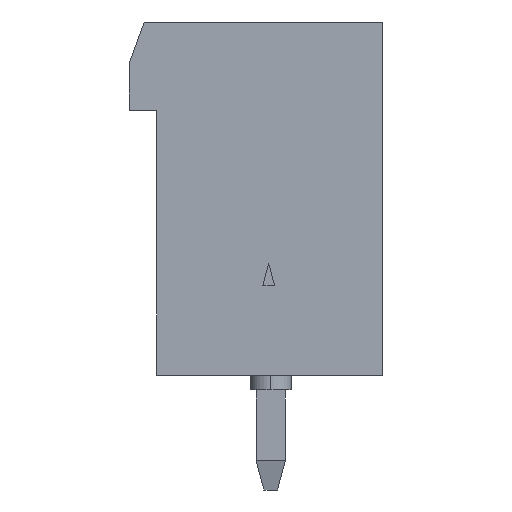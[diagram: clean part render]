
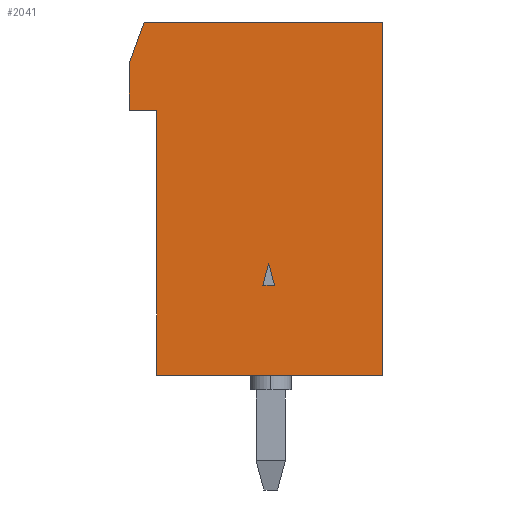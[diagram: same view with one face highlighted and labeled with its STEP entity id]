
A CAD part, left-side view. The second image highlights one B-rep face of the part: STEP entity #2041.
In plain terms, the highlighted planar face has unit normal (-1, 0, 0).
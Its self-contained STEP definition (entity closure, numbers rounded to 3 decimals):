
#663=CARTESIAN_POINT('',(-21.32,-3.8,12.));
#664=VERTEX_POINT('',#663);
#671=CARTESIAN_POINT('',(-21.32,-3.8,0.0));
#672=VERTEX_POINT('',#671);
#673=CARTESIAN_POINT('',(-21.32,-3.8,0.0));
#674=DIRECTION('',(0.0,0.0,1.0));
#675=VECTOR('',#674,12.);
#676=LINE('',#673,#675);
#677=EDGE_CURVE('',#672,#664,#676,.T.);
#1101=CARTESIAN_POINT('',(-21.32,3.87,0.0));
#1102=VERTEX_POINT('',#1101);
#1103=CARTESIAN_POINT('',(-21.32,3.87,0.0));
#1104=DIRECTION('',(0.0,-1.0,0.0));
#1105=VECTOR('',#1104,7.67);
#1106=LINE('',#1103,#1105);
#1107=EDGE_CURVE('',#1102,#672,#1106,.T.);
#1187=CARTESIAN_POINT('',(-21.32,3.87,9.));
#1188=VERTEX_POINT('',#1187);
#1189=CARTESIAN_POINT('',(-21.32,3.87,9.));
#1190=DIRECTION('',(0.0,0.0,-1.0));
#1191=VECTOR('',#1190,9.);
#1192=LINE('',#1189,#1191);
#1193=EDGE_CURVE('',#1188,#1102,#1192,.T.);
#1975=CARTESIAN_POINT('',(-21.32,-4.23,-0.6));
#1976=DIRECTION('',(-1.0,0.0,0.0));
#1977=DIRECTION('',(0.0,0.0,1.0));
#1978=AXIS2_PLACEMENT_3D('',#1975,#1976,#1977);
#1979=PLANE('',#1978);
#1980=ORIENTED_EDGE('',*,*,#1193,.T.);
#1981=ORIENTED_EDGE('',*,*,#1107,.T.);
#1982=ORIENTED_EDGE('',*,*,#677,.T.);
#1983=CARTESIAN_POINT('',(-21.32,4.3,12.));
#1984=VERTEX_POINT('',#1983);
#1985=CARTESIAN_POINT('',(-21.32,-3.8,12.));
#1986=DIRECTION('',(0.0,1.0,0.0));
#1987=VECTOR('',#1986,8.1);
#1988=LINE('',#1985,#1987);
#1989=EDGE_CURVE('',#664,#1984,#1988,.T.);
#1990=ORIENTED_EDGE('',*,*,#1989,.T.);
#1991=CARTESIAN_POINT('',(-21.32,4.8,10.626));
#1992=VERTEX_POINT('',#1991);
#1993=CARTESIAN_POINT('',(-21.32,4.3,12.));
#1994=DIRECTION('',(0.0,0.342,-0.94));
#1995=VECTOR('',#1994,1.462);
#1996=LINE('',#1993,#1995);
#1997=EDGE_CURVE('',#1984,#1992,#1996,.T.);
#1998=ORIENTED_EDGE('',*,*,#1997,.T.);
#1999=CARTESIAN_POINT('',(-21.32,4.8,9.));
#2000=VERTEX_POINT('',#1999);
#2001=CARTESIAN_POINT('',(-21.32,4.8,10.626));
#2002=DIRECTION('',(0.0,0.0,-1.0));
#2003=VECTOR('',#2002,1.626);
#2004=LINE('',#2001,#2003);
#2005=EDGE_CURVE('',#1992,#2000,#2004,.T.);
#2006=ORIENTED_EDGE('',*,*,#2005,.T.);
#2007=CARTESIAN_POINT('',(-21.32,4.8,9.));
#2008=DIRECTION('',(0.0,-1.0,0.0));
#2009=VECTOR('',#2008,0.93);
#2010=LINE('',#2007,#2009);
#2011=EDGE_CURVE('',#2000,#1188,#2010,.T.);
#2012=ORIENTED_EDGE('',*,*,#2011,.T.);
#2013=EDGE_LOOP('',(#1980,#1981,#1982,#1990,#1998,#2006,#2012));
#2014=FACE_OUTER_BOUND('',#2013,.T.);
#2015=CARTESIAN_POINT('',(-21.32,-0.131,3.05));
#2016=VERTEX_POINT('',#2015);
#2017=CARTESIAN_POINT('',(-21.32,0.07,3.8));
#2018=VERTEX_POINT('',#2017);
#2019=CARTESIAN_POINT('',(-21.32,-0.131,3.05));
#2020=DIRECTION('',(0.0,0.259,0.966));
#2021=VECTOR('',#2020,0.776);
#2022=LINE('',#2019,#2021);
#2023=EDGE_CURVE('',#2016,#2018,#2022,.T.);
#2024=ORIENTED_EDGE('',*,*,#2023,.F.);
#2025=CARTESIAN_POINT('',(-21.32,0.271,3.05));
#2026=VERTEX_POINT('',#2025);
#2027=CARTESIAN_POINT('',(-21.32,0.271,3.05));
#2028=DIRECTION('',(0.0,-1.0,0.0));
#2029=VECTOR('',#2028,0.402);
#2030=LINE('',#2027,#2029);
#2031=EDGE_CURVE('',#2026,#2016,#2030,.T.);
#2032=ORIENTED_EDGE('',*,*,#2031,.F.);
#2033=CARTESIAN_POINT('',(-21.32,0.07,3.8));
#2034=DIRECTION('',(0.0,0.259,-0.966));
#2035=VECTOR('',#2034,0.776);
#2036=LINE('',#2033,#2035);
#2037=EDGE_CURVE('',#2018,#2026,#2036,.T.);
#2038=ORIENTED_EDGE('',*,*,#2037,.F.);
#2039=EDGE_LOOP('',(#2024,#2032,#2038));
#2040=FACE_BOUND('',#2039,.T.);
#2041=ADVANCED_FACE('',(#2014,#2040),#1979,.T.);
